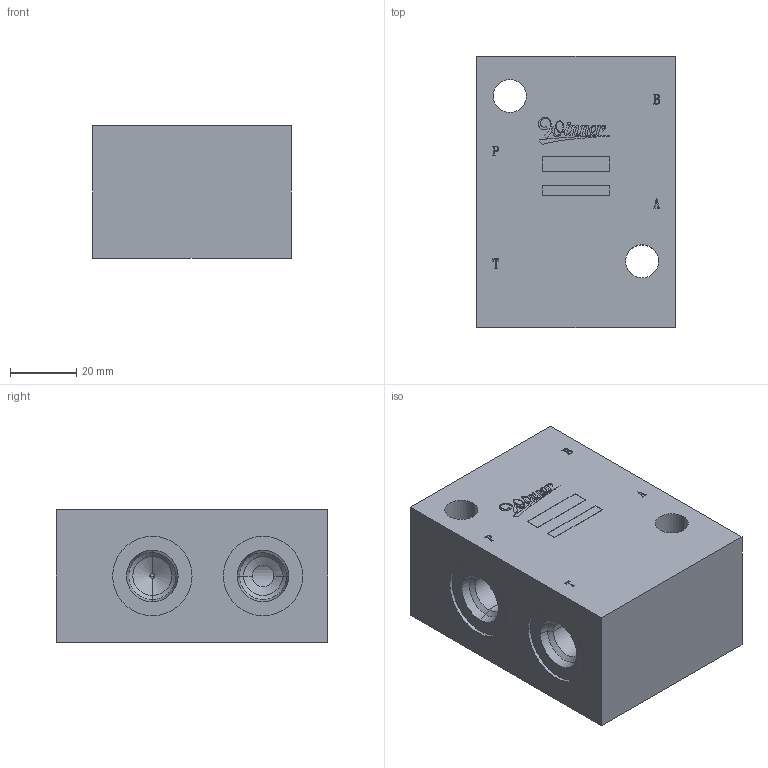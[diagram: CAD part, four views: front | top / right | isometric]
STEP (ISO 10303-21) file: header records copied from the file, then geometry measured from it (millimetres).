
FILE_DESCRIPTION (( 'STEP AP203' ), '1' );
FILE_NAME ('ML-18M4-J02-Z02.STEP', '2026-02-25T05:25:38', ( '' ), ( '' ), 'SwSTEP 2.0', 'SolidWorks 2018', '' );
FILE_SCHEMA (( 'CONFIG_CONTROL_DESIGN' ));
Length unit declared in the file: millimetre
Products named in the file (1): ML-18M4-J02-Z02
Bounding box: 60 x 82 x 40 mm (x, y, z)
Volume: 167952.2 mm3; surface area: 29256.6 mm2
Topology: 1 solids, 1 shells, 389 faces, 1063 edges, 691 vertices
Faces by surface type: cylinder 185, plane 126, bspline 40, cone 38
Entity records: 14137 total; most frequent: CARTESIAN_POINT 4140, ORIENTED_EDGE 2122, DIRECTION 2052, EDGE_CURVE 1061, AXIS2_PLACEMENT_3D 737, VERTEX_POINT 691, VECTOR 578, LINE 578
